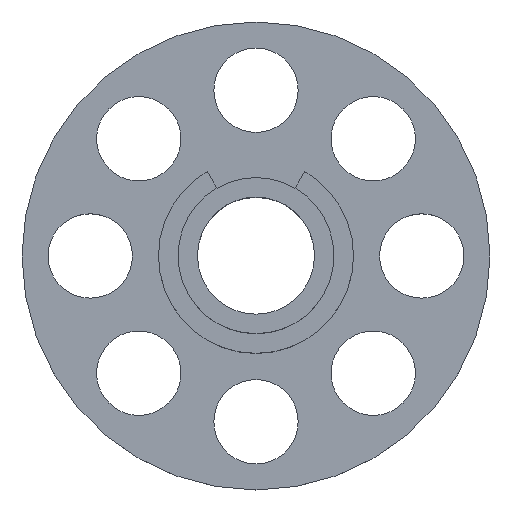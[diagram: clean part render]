
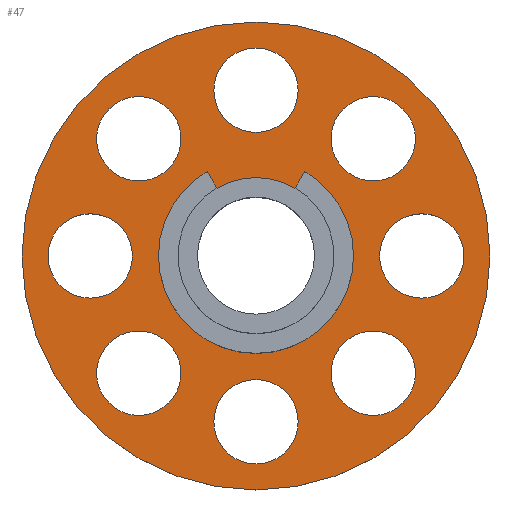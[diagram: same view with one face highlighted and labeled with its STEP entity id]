
A CAD part, top view. The second image highlights one B-rep face of the part: STEP entity #47.
In plain terms, the highlighted planar face has unit normal (0, 0, 1).
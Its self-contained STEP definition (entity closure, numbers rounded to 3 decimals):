
#24=FACE_BOUND('',#96,.T.);
#25=FACE_BOUND('',#97,.T.);
#26=FACE_BOUND('',#98,.T.);
#27=FACE_BOUND('',#99,.T.);
#28=FACE_BOUND('',#100,.T.);
#29=FACE_BOUND('',#101,.T.);
#30=FACE_BOUND('',#102,.T.);
#31=FACE_BOUND('',#103,.T.);
#32=FACE_BOUND('',#104,.T.);
#47=ADVANCED_FACE('',(#66,#24,#25,#26,#27,#28,#29,#30,#31,#32),#342,.T.);
#66=FACE_OUTER_BOUND('',#95,.T.);
#95=EDGE_LOOP('',(#169));
#96=EDGE_LOOP('',(#170,#171,#172,#173,#174));
#97=EDGE_LOOP('',(#175));
#98=EDGE_LOOP('',(#176));
#99=EDGE_LOOP('',(#177));
#100=EDGE_LOOP('',(#178));
#101=EDGE_LOOP('',(#179));
#102=EDGE_LOOP('',(#180));
#103=EDGE_LOOP('',(#181));
#104=EDGE_LOOP('',(#182));
#169=ORIENTED_EDGE('',*,*,#205,.F.);
#170=ORIENTED_EDGE('',*,*,#251,.T.);
#171=ORIENTED_EDGE('',*,*,#240,.F.);
#172=ORIENTED_EDGE('',*,*,#237,.F.);
#173=ORIENTED_EDGE('',*,*,#249,.F.);
#174=ORIENTED_EDGE('',*,*,#244,.F.);
#175=ORIENTED_EDGE('',*,*,#211,.T.);
#176=ORIENTED_EDGE('',*,*,#229,.T.);
#177=ORIENTED_EDGE('',*,*,#226,.T.);
#178=ORIENTED_EDGE('',*,*,#223,.T.);
#179=ORIENTED_EDGE('',*,*,#220,.T.);
#180=ORIENTED_EDGE('',*,*,#217,.T.);
#181=ORIENTED_EDGE('',*,*,#214,.T.);
#182=ORIENTED_EDGE('',*,*,#232,.T.);
#205=EDGE_CURVE('',#308,#308,#280,.T.);
#211=EDGE_CURVE('',#312,#312,#284,.T.);
#214=EDGE_CURVE('',#314,#314,#286,.T.);
#217=EDGE_CURVE('',#316,#316,#288,.T.);
#220=EDGE_CURVE('',#318,#318,#290,.T.);
#223=EDGE_CURVE('',#320,#320,#292,.T.);
#226=EDGE_CURVE('',#322,#322,#294,.T.);
#229=EDGE_CURVE('',#324,#324,#296,.T.);
#232=EDGE_CURVE('',#326,#326,#298,.T.);
#237=EDGE_CURVE('',#329,#331,#253,.T.);
#240=EDGE_CURVE('',#331,#333,#255,.T.);
#244=EDGE_CURVE('',#336,#335,#257,.T.);
#249=EDGE_CURVE('',#335,#329,#264,.T.);
#251=EDGE_CURVE('',#336,#333,#266,.T.);
#253=TRIMMED_CURVE($,#300,(#671),(#672),.T.,.CARTESIAN.);
#255=TRIMMED_CURVE($,#302,(#679),(#680),.T.,.CARTESIAN.);
#257=TRIMMED_CURVE($,#304,(#689),(#690),.T.,.CARTESIAN.);
#264=B_SPLINE_CURVE_WITH_KNOTS('',1,(#700,#701),.UNSPECIFIED.,.F.,.F.,(2,
2),(4.,5.),.UNSPECIFIED.);
#266=B_SPLINE_CURVE_WITH_KNOTS('',1,(#704,#705),.UNSPECIFIED.,.F.,.F.,(2,
2),(4.,5.),.UNSPECIFIED.);
#280=CIRCLE('',#466,12.);
#284=CIRCLE('',#470,2.163);
#286=CIRCLE('',#472,2.163);
#288=CIRCLE('',#474,2.163);
#290=CIRCLE('',#476,2.163);
#292=CIRCLE('',#478,2.163);
#294=CIRCLE('',#480,2.163);
#296=CIRCLE('',#482,2.163);
#298=CIRCLE('',#484,2.163);
#300=CIRCLE('',#486,5.);
#302=CIRCLE('',#488,5.);
#304=CIRCLE('',#490,4.);
#308=VERTEX_POINT('',#594);
#312=VERTEX_POINT('',#598);
#314=VERTEX_POINT('',#600);
#316=VERTEX_POINT('',#602);
#318=VERTEX_POINT('',#604);
#320=VERTEX_POINT('',#606);
#322=VERTEX_POINT('',#608);
#324=VERTEX_POINT('',#610);
#326=VERTEX_POINT('',#612);
#329=VERTEX_POINT('',#615);
#331=VERTEX_POINT('',#617);
#333=VERTEX_POINT('',#619);
#335=VERTEX_POINT('',#621);
#336=VERTEX_POINT('',#622);
#342=PLANE('',#461);
#461=AXIS2_PLACEMENT_3D('',#589,#511,$);
#466=AXIS2_PLACEMENT_3D($,#626,#516,#517);
#470=AXIS2_PLACEMENT_3D($,#634,#524,#525);
#472=AXIS2_PLACEMENT_3D($,#638,#528,#529);
#474=AXIS2_PLACEMENT_3D($,#642,#532,#533);
#476=AXIS2_PLACEMENT_3D($,#646,#536,#537);
#478=AXIS2_PLACEMENT_3D($,#650,#540,#541);
#480=AXIS2_PLACEMENT_3D($,#654,#544,#545);
#482=AXIS2_PLACEMENT_3D($,#658,#548,#549);
#484=AXIS2_PLACEMENT_3D($,#662,#552,#553);
#486=AXIS2_PLACEMENT_3D($,#670,#556,#557);
#488=AXIS2_PLACEMENT_3D($,#678,#560,#561);
#490=AXIS2_PLACEMENT_3D($,#688,#564,#565);
#511=DIRECTION('',(0.,0.,1.));
#516=DIRECTION('',(0.,0.,-1.));
#517=DIRECTION('',(1.,0.,0.));
#524=DIRECTION('',(0.,0.,-1.));
#525=DIRECTION('',(0.,1.,0.));
#528=DIRECTION('',(0.,0.,-1.));
#529=DIRECTION('',(-0.707,0.707,0.));
#532=DIRECTION('',(0.,0.,-1.));
#533=DIRECTION('',(-1.,0.,0.));
#536=DIRECTION('',(0.,0.,-1.));
#537=DIRECTION('',(-0.707,-0.707,0.));
#540=DIRECTION('',(0.,0.,-1.));
#541=DIRECTION('',(0.,-1.,0.));
#544=DIRECTION('',(0.,0.,-1.));
#545=DIRECTION('',(0.707,-0.707,0.));
#548=DIRECTION('',(0.,0.,-1.));
#549=DIRECTION('',(1.,0.,0.));
#552=DIRECTION('',(0.,0.,-1.));
#553=DIRECTION('',(0.707,0.707,0.));
#556=DIRECTION('',(0.,0.,1.));
#557=DIRECTION('',(-0.5,0.866,0.));
#560=DIRECTION('',(0.,0.,1.));
#561=DIRECTION('',(1.,0.,0.));
#564=DIRECTION('',(0.,0.,1.));
#565=DIRECTION('',(0.5,0.866,0.));
#589=CARTESIAN_POINT('',(-12.24,-12.24,0.));
#594=CARTESIAN_POINT('',(12.,0.,0.));
#598=CARTESIAN_POINT('',(0.,10.663,0.));
#600=CARTESIAN_POINT('',(-7.54,7.54,0.));
#602=CARTESIAN_POINT('',(-10.663,0.,0.));
#604=CARTESIAN_POINT('',(-7.54,-7.54,0.));
#606=CARTESIAN_POINT('',(0.,-10.663,0.));
#608=CARTESIAN_POINT('',(7.54,-7.54,0.));
#610=CARTESIAN_POINT('',(10.663,0.,0.));
#612=CARTESIAN_POINT('',(7.54,7.54,0.));
#615=CARTESIAN_POINT('',(-2.5,4.33,0.));
#617=CARTESIAN_POINT('',(5.,0.,0.));
#619=CARTESIAN_POINT('',(2.5,4.33,0.));
#621=CARTESIAN_POINT('',(-2.,3.464,0.));
#622=CARTESIAN_POINT('',(2.,3.464,0.));
#626=CARTESIAN_POINT('',(0.,0.,0.));
#634=CARTESIAN_POINT('',(0.,8.5,0.));
#638=CARTESIAN_POINT('',(-6.01,6.01,0.));
#642=CARTESIAN_POINT('',(-8.5,0.,0.));
#646=CARTESIAN_POINT('',(-6.01,-6.01,0.));
#650=CARTESIAN_POINT('',(0.,-8.5,0.));
#654=CARTESIAN_POINT('',(6.01,-6.01,0.));
#658=CARTESIAN_POINT('',(8.5,0.,0.));
#662=CARTESIAN_POINT('',(6.01,6.01,0.));
#670=CARTESIAN_POINT('',(0.,0.,0.));
#671=CARTESIAN_POINT('',(-2.5,4.33,0.));
#672=CARTESIAN_POINT('',(5.,0.,0.));
#678=CARTESIAN_POINT('',(0.,0.,0.));
#679=CARTESIAN_POINT('',(5.,0.,0.));
#680=CARTESIAN_POINT('',(2.5,4.33,0.));
#688=CARTESIAN_POINT('',(0.,0.,0.));
#689=CARTESIAN_POINT('',(2.,3.464,0.));
#690=CARTESIAN_POINT('',(-2.,3.464,0.));
#700=CARTESIAN_POINT('',(-2.,3.464,0.));
#701=CARTESIAN_POINT('',(-2.5,4.33,0.));
#704=CARTESIAN_POINT('',(2.,3.464,0.));
#705=CARTESIAN_POINT('',(2.5,4.33,0.));
